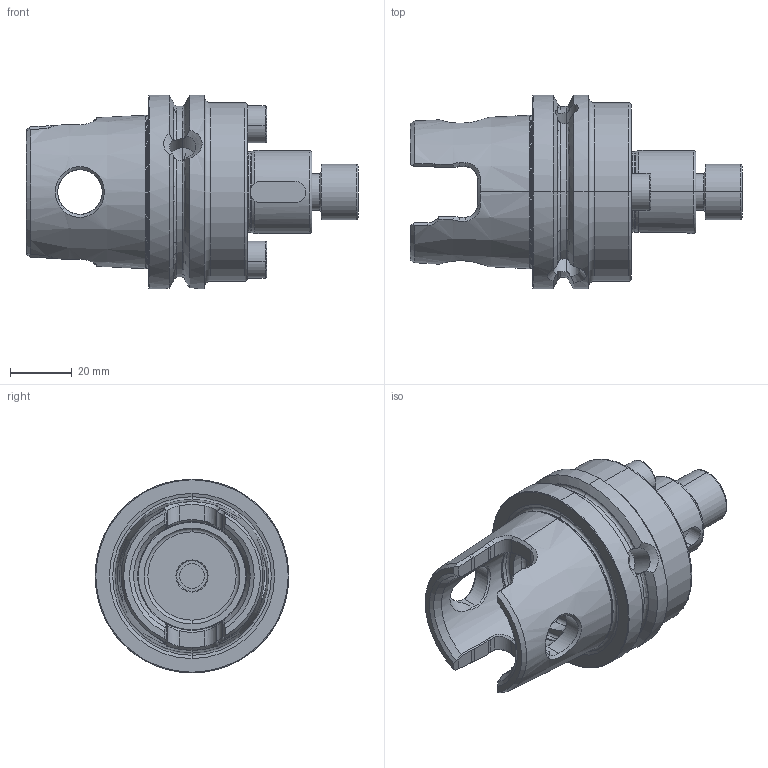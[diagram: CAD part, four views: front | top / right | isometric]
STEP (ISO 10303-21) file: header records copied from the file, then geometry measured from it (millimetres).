
FILE_DESCRIPTION (( 'STEP AP203' ), '1' );
FILE_NAME ('KY6.D27.K21.032.STEP', '2018-02-19T13:47:25', ( 'SWIAdmin' ), ( 'Hewlett-Packard Company' ), 'SwSTEP 2.0', 'SolidWorks 2017', '' );
FILE_SCHEMA (( 'CONFIG_CONTROL_DESIGN' ));
Length unit declared in the file: millimetre
Products named in the file (4): KY6-D27.K21.032_A; D27-ER1.002.030_A; D27-ER2.001.021_B; KY6.D27.K21.032
Assembly tree (4 placements, depth 2):
  KY6.D27.K21.032
    KY6-D27.K21.032_A
    D27-ER1.002.030_A
    D27-ER2.001.021_B  x2
Bounding box: 107.95 x 62.95 x 62.95 mm (x, y, z)
Volume: 129010.4 mm3; surface area: 31703.7 mm2
Topology: 4 solids, 4 shells, 384 faces, 933 edges, 553 vertices
Faces by surface type: cylinder 102, plane 87, cone 84, torus 61, bspline 50
Entity records: 13296 total; most frequent: CARTESIAN_POINT 5436, ORIENTED_EDGE 1654, DIRECTION 1392, EDGE_CURVE 827, AXIS2_PLACEMENT_3D 578, VERTEX_POINT 502, EDGE_LOOP 369, FACE_OUTER_BOUND 344
